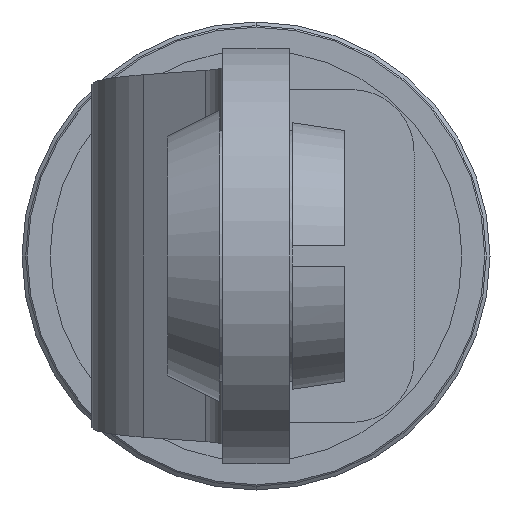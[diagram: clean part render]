
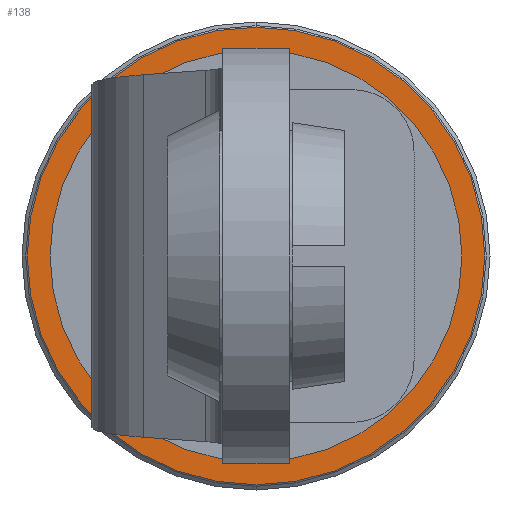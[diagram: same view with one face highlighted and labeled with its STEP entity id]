
A CAD part, left-side view. The second image highlights one B-rep face of the part: STEP entity #138.
In plain terms, the highlighted planar face has unit normal (-1, 0, 0).
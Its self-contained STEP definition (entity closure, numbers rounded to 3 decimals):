
#138=ADVANCED_FACE('',(#529,#530),#528,.F.);
#528=PLANE('',#1954);
#529=FACE_OUTER_BOUND('',#1955,.T.);
#530=FACE_BOUND('',#1956,.T.);
#1951=CARTESIAN_POINT('',(191.993,-22.863,206.654));
#1952=DIRECTION('',(1.,0.,0.));
#1953=DIRECTION('',(0.,0.,-1.));
#1954=AXIS2_PLACEMENT_3D('',#1951,#1952,#1953);
#1955=EDGE_LOOP('',(#2915,#2916));
#1956=EDGE_LOOP('',(#2917,#2918));
#2915=ORIENTED_EDGE('',*,*,#3633,.T.);
#2916=ORIENTED_EDGE('',*,*,#3634,.T.);
#2917=ORIENTED_EDGE('',*,*,#3635,.F.);
#2918=ORIENTED_EDGE('',*,*,#3636,.F.);
#3633=EDGE_CURVE('',#4564,#4565,#4566,.T.);
#3634=EDGE_CURVE('',#4565,#4564,#4572,.T.);
#3635=EDGE_CURVE('',#4578,#4579,#4580,.T.);
#3636=EDGE_CURVE('',#4579,#4578,#4586,.T.);
#4564=VERTEX_POINT('',#6807);
#4565=VERTEX_POINT('',#6808);
#4566=CIRCLE('',#6812,11.);
#4572=CIRCLE('',#6816,11.);
#4578=VERTEX_POINT('',#6817);
#4579=VERTEX_POINT('',#6818);
#4580=CIRCLE('',#6822,9.9);
#4586=CIRCLE('',#6826,9.9);
#6807=CARTESIAN_POINT('',(191.993,0.,203.354));
#6808=CARTESIAN_POINT('',(191.993,0.,181.354));
#6809=CARTESIAN_POINT('',(191.993,0.,192.354));
#6810=DIRECTION('',(-1.,0.,0.));
#6811=DIRECTION('',(0.,0.,1.));
#6812=AXIS2_PLACEMENT_3D('',#6809,#6810,#6811);
#6813=CARTESIAN_POINT('',(191.993,0.,192.354));
#6814=DIRECTION('',(-1.,0.,0.));
#6815=DIRECTION('',(0.,0.,1.));
#6816=AXIS2_PLACEMENT_3D('',#6813,#6814,#6815);
#6817=CARTESIAN_POINT('',(191.993,0.,182.454));
#6818=CARTESIAN_POINT('',(191.993,0.,202.254));
#6819=CARTESIAN_POINT('',(191.993,0.,192.354));
#6820=DIRECTION('',(-1.,0.,0.));
#6821=DIRECTION('',(0.,0.,1.));
#6822=AXIS2_PLACEMENT_3D('',#6819,#6820,#6821);
#6823=CARTESIAN_POINT('',(191.993,0.,192.354));
#6824=DIRECTION('',(-1.,0.,0.));
#6825=DIRECTION('',(0.,0.,1.));
#6826=AXIS2_PLACEMENT_3D('',#6823,#6824,#6825);
